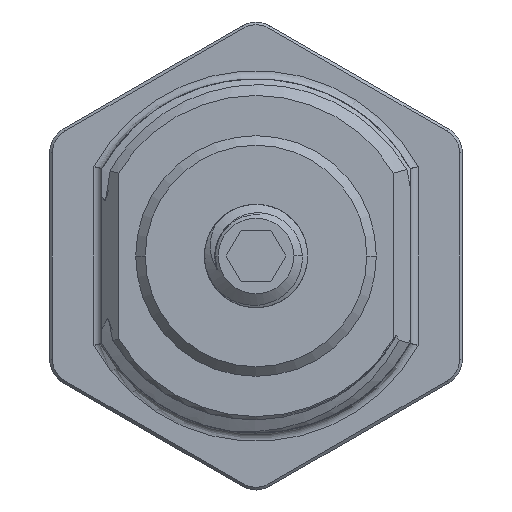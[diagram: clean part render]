
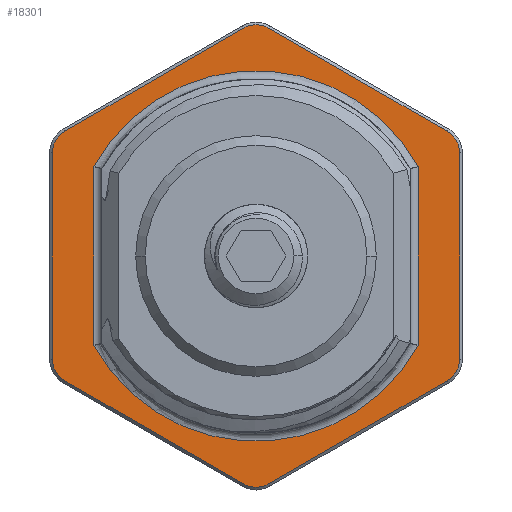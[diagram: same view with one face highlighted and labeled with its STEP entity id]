
A CAD part, front view. The second image highlights one B-rep face of the part: STEP entity #18301.
In plain terms, the highlighted planar face has unit normal (0, -1, 0).
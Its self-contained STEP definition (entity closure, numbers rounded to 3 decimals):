
#12775=DIRECTION('',(0.,0.,-1.));
#12776=VECTOR('',#12775,16.515);
#12777=CARTESIAN_POINT('',(14.982,6.35,8.257));
#12778=LINE('',#12777,#12776);
#12779=CARTESIAN_POINT('',(0.,6.35,0.));
#12780=DIRECTION('',(0.,-1.,0.));
#12781=DIRECTION('',(0.876,0.,0.483));
#12782=AXIS2_PLACEMENT_3D('',#12779,#12780,#12781);
#12784=DIRECTION('',(0.,0.,1.));
#12785=VECTOR('',#12784,16.515);
#12786=CARTESIAN_POINT('',(-14.982,6.35,-8.257));
#12787=LINE('',#12786,#12785);
#12788=CARTESIAN_POINT('',(0.,6.35,0.));
#12789=DIRECTION('',(0.,1.,0.));
#12790=DIRECTION('',(0.876,0.,-0.483));
#12791=AXIS2_PLACEMENT_3D('',#12788,#12789,#12790);
#12793=CARTESIAN_POINT('',(16.51,6.35,9.532));
#12794=DIRECTION('',(0.,-1.,0.));
#12795=DIRECTION('',(1.,0.,0.));
#12796=AXIS2_PLACEMENT_3D('',#12793,#12794,#12795);
#12798=DIRECTION('',(0.,0.,1.));
#12799=VECTOR('',#12798,19.064);
#12800=CARTESIAN_POINT('',(18.796,6.35,
-9.532));
#12801=LINE('',#12800,#12799);
#12802=CARTESIAN_POINT('',(16.51,6.35,-9.532));
#12803=DIRECTION('',(0.,-1.,0.));
#12804=DIRECTION('',(0.5,0.,-0.866));
#12805=AXIS2_PLACEMENT_3D('',#12802,#12803,#12804);
#12807=DIRECTION('',(0.866,0.,0.5));
#12808=VECTOR('',#12807,19.064);
#12809=CARTESIAN_POINT('',(1.143,6.35,
-21.044));
#12810=LINE('',#12809,#12808);
#12811=CARTESIAN_POINT('',(0.,6.35,-19.064));
#12812=DIRECTION('',(0.,-1.,0.));
#12813=DIRECTION('',(-0.5,0.,-0.866));
#12814=AXIS2_PLACEMENT_3D('',#12811,#12812,#12813);
#12816=DIRECTION('',(0.866,0.,-0.5));
#12817=VECTOR('',#12816,19.064);
#12818=CARTESIAN_POINT('',(-17.653,6.35,
-11.512));
#12819=LINE('',#12818,#12817);
#12820=CARTESIAN_POINT('',(-16.51,6.35,-9.532));
#12821=DIRECTION('',(0.,-1.,0.));
#12822=DIRECTION('',(-1.,0.,0.));
#12823=AXIS2_PLACEMENT_3D('',#12820,#12821,#12822);
#12825=DIRECTION('',(0.,0.,-1.));
#12826=VECTOR('',#12825,19.064);
#12827=CARTESIAN_POINT('',(-18.796,6.35,
9.532));
#12828=LINE('',#12827,#12826);
#12829=CARTESIAN_POINT('',(-16.51,6.35,9.532));
#12830=DIRECTION('',(0.,-1.,0.));
#12831=DIRECTION('',(-0.5,0.,0.866));
#12832=AXIS2_PLACEMENT_3D('',#12829,#12830,#12831);
#12834=DIRECTION('',(-0.866,0.,-0.5));
#12835=VECTOR('',#12834,19.064);
#12836=CARTESIAN_POINT('',(-1.143,6.35,
21.044));
#12837=LINE('',#12836,#12835);
#12838=CARTESIAN_POINT('',(0.,6.35,
19.064));
#12839=DIRECTION('',(0.,-1.,0.));
#12840=DIRECTION('',(0.5,0.,0.866));
#12841=AXIS2_PLACEMENT_3D('',#12838,#12839,#12840);
#12843=DIRECTION('',(-0.866,0.,0.5));
#12844=VECTOR('',#12843,19.064);
#12845=CARTESIAN_POINT('',(17.653,6.35,11.512));
#12846=LINE('',#12845,#12844);
#17630=CARTESIAN_POINT('',(14.982,6.35,8.257));
#17631=CARTESIAN_POINT('',(14.982,6.35,-8.257));
#17632=VERTEX_POINT('',#17630);
#17633=VERTEX_POINT('',#17631);
#17638=CARTESIAN_POINT('',(-14.982,6.35,-8.257));
#17639=CARTESIAN_POINT('',(-14.982,6.35,8.257));
#17640=VERTEX_POINT('',#17638);
#17641=VERTEX_POINT('',#17639);
#17721=CARTESIAN_POINT('',(18.796,6.35,9.532));
#17722=CARTESIAN_POINT('',(17.653,6.35,11.512));
#17723=VERTEX_POINT('',#17721);
#17724=VERTEX_POINT('',#17722);
#17729=CARTESIAN_POINT('',(1.143,6.35,21.044));
#17730=VERTEX_POINT('',#17729);
#17733=CARTESIAN_POINT('',(-1.143,6.35,
21.044));
#17734=VERTEX_POINT('',#17733);
#17737=CARTESIAN_POINT('',(-17.653,6.35,
11.512));
#17738=VERTEX_POINT('',#17737);
#17741=CARTESIAN_POINT('',(-18.796,6.35,
9.532));
#17742=VERTEX_POINT('',#17741);
#17745=CARTESIAN_POINT('',(-18.796,6.35,
-9.532));
#17746=VERTEX_POINT('',#17745);
#17749=CARTESIAN_POINT('',(-17.653,6.35,
-11.512));
#17750=VERTEX_POINT('',#17749);
#17753=CARTESIAN_POINT('',(-1.143,6.35,
-21.044));
#17754=VERTEX_POINT('',#17753);
#17757=CARTESIAN_POINT('',(1.143,6.35,
-21.044));
#17758=VERTEX_POINT('',#17757);
#17761=CARTESIAN_POINT('',(17.653,6.35,
-11.512));
#17762=VERTEX_POINT('',#17761);
#17765=CARTESIAN_POINT('',(18.796,6.35,
-9.532));
#17766=VERTEX_POINT('',#17765);
#18261=CARTESIAN_POINT('',(0.,6.35,0.));
#18262=DIRECTION('',(0.,1.,0.));
#18263=DIRECTION('',(1.,0.,0.));
#18264=AXIS2_PLACEMENT_3D('',#18261,#18262,#18263);
#18265=PLANE('',#18264);
#18267=ORIENTED_EDGE('',*,*,#18266,.F.);
#18269=ORIENTED_EDGE('',*,*,#18268,.F.);
#18270=ORIENTED_EDGE('',*,*,#18251,.F.);
#18272=ORIENTED_EDGE('',*,*,#18271,.F.);
#18274=ORIENTED_EDGE('',*,*,#18273,.F.);
#18276=ORIENTED_EDGE('',*,*,#18275,.F.);
#18278=ORIENTED_EDGE('',*,*,#18277,.F.);
#18280=ORIENTED_EDGE('',*,*,#18279,.F.);
#18282=ORIENTED_EDGE('',*,*,#18281,.F.);
#18284=ORIENTED_EDGE('',*,*,#18283,.F.);
#18286=ORIENTED_EDGE('',*,*,#18285,.F.);
#18288=ORIENTED_EDGE('',*,*,#18287,.F.);
#18289=EDGE_LOOP('',(#18267,#18269,#18270,#18272,#18274,#18276,#18278,#18280,
#18282,#18284,#18286,#18288));
#18290=FACE_OUTER_BOUND('',#18289,.F.);
#18292=ORIENTED_EDGE('',*,*,#18291,.F.);
#18294=ORIENTED_EDGE('',*,*,#18293,.T.);
#18296=ORIENTED_EDGE('',*,*,#18295,.F.);
#18298=ORIENTED_EDGE('',*,*,#18297,.F.);
#18299=EDGE_LOOP('',(#18292,#18294,#18296,#18298));
#18300=FACE_BOUND('',#18299,.F.);
#18301=ADVANCED_FACE('',(#18290,#18300),#18265,.F.);
#12783=CIRCLE('',#12782,17.107);
#12792=CIRCLE('',#12791,17.107);
#12797=CIRCLE('',#12796,2.286);
#12806=CIRCLE('',#12805,2.286);
#12815=CIRCLE('',#12814,2.286);
#12824=CIRCLE('',#12823,2.286);
#12833=CIRCLE('',#12832,2.286);
#12842=CIRCLE('',#12841,2.286);
#18251=EDGE_CURVE('',#17762,#17766,#12806,.T.);
#18266=EDGE_CURVE('',#17723,#17724,#12797,.T.);
#18268=EDGE_CURVE('',#17766,#17723,#12801,.T.);
#18271=EDGE_CURVE('',#17758,#17762,#12810,.T.);
#18273=EDGE_CURVE('',#17754,#17758,#12815,.T.);
#18275=EDGE_CURVE('',#17750,#17754,#12819,.T.);
#18277=EDGE_CURVE('',#17746,#17750,#12824,.T.);
#18279=EDGE_CURVE('',#17742,#17746,#12828,.T.);
#18281=EDGE_CURVE('',#17738,#17742,#12833,.T.);
#18283=EDGE_CURVE('',#17734,#17738,#12837,.T.);
#18285=EDGE_CURVE('',#17730,#17734,#12842,.T.);
#18287=EDGE_CURVE('',#17724,#17730,#12846,.T.);
#18291=EDGE_CURVE('',#17632,#17633,#12778,.T.);
#18293=EDGE_CURVE('',#17632,#17641,#12783,.T.);
#18295=EDGE_CURVE('',#17640,#17641,#12787,.T.);
#18297=EDGE_CURVE('',#17633,#17640,#12792,.T.);
